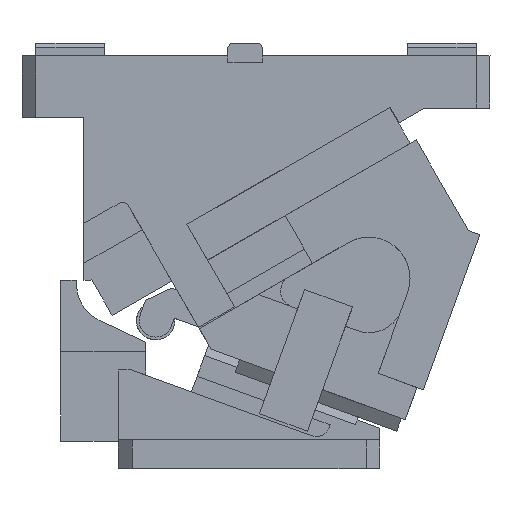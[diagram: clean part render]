
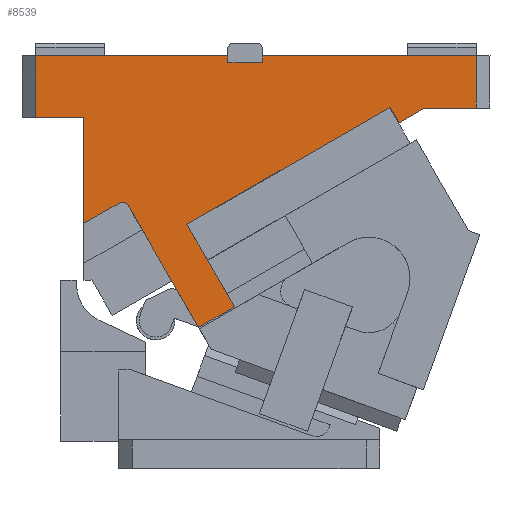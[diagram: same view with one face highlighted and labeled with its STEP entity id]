
A CAD part, front view. The second image highlights one B-rep face of the part: STEP entity #8539.
In plain terms, the highlighted planar face has unit normal (0, -1, 0).
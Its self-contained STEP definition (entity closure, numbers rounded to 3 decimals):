
#3537=CARTESIAN_POINT('Vertex',(-60.,-100.,300.)) ;
#3540=CARTESIAN_POINT('Line Origine',(9.807,-100.,300.)) ;
#3544=CARTESIAN_POINT('Vertex',(79.613,-100.,300.)) ;
#3768=CARTESIAN_POINT('Vertex',(-25.,-100.,255.)) ;
#3771=CARTESIAN_POINT('Line Origine',(-42.5,-100.,255.)) ;
#3775=CARTESIAN_POINT('Vertex',(-60.,-100.,255.)) ;
#4164=CARTESIAN_POINT('Line Origine',(-60.,-100.,277.5)) ;
#4361=CARTESIAN_POINT('Vertex',(260.,-100.,262.)) ;
#4364=CARTESIAN_POINT('Line Origine',(241.171,-100.,262.)) ;
#4368=CARTESIAN_POINT('Vertex',(222.342,-100.,262.)) ;
#4526=CARTESIAN_POINT('Line Origine',(213.144,-100.,256.689)) ;
#4530=CARTESIAN_POINT('Vertex',(203.946,-100.,251.379)) ;
#4554=CARTESIAN_POINT('Vertex',(197.446,-100.,262.637)) ;
#4557=CARTESIAN_POINT('Line Origine',(200.696,-100.,257.008)) ;
#4943=CARTESIAN_POINT('Line Origine',(260.,-100.,281.)) ;
#4947=CARTESIAN_POINT('Vertex',(260.,-100.,300.)) ;
#5679=CARTESIAN_POINT('Vertex',(104.613,-100.,295.)) ;
#5682=CARTESIAN_POINT('Line Origine',(104.613,-100.,297.5)) ;
#5686=CARTESIAN_POINT('Vertex',(104.613,-100.,300.)) ;
#5706=CARTESIAN_POINT('Line Origine',(67.039,-100.,147.509)) ;
#5710=CARTESIAN_POINT('Vertex',(84.289,-100.,117.632)) ;
#5712=CARTESIAN_POINT('Vertex',(49.789,-100.,177.387)) ;
#5782=CARTESIAN_POINT('Vertex',(58.308,-100.,102.632)) ;
#5785=CARTESIAN_POINT('Line Origine',(32.808,-100.,146.799)) ;
#5789=CARTESIAN_POINT('Vertex',(7.308,-100.,190.966)) ;
#7563=CARTESIAN_POINT('Vertex',(0.478,-100.,192.796)) ;
#7566=CARTESIAN_POINT('Line Origine',(-12.261,-100.,185.441)) ;
#7570=CARTESIAN_POINT('Vertex',(-25.,-100.,178.087)) ;
#7590=CARTESIAN_POINT('Axis2P3D Location',(2.978,-100.,188.466)) ;
#7607=CARTESIAN_POINT('Line Origine',(71.298,-100.,110.132)) ;
#7628=CARTESIAN_POINT('Vertex',(79.613,-100.,295.)) ;
#7631=CARTESIAN_POINT('Line Origine',(92.113,-100.,295.)) ;
#8213=CARTESIAN_POINT('Line Origine',(123.617,-100.,220.012)) ;
#8254=CARTESIAN_POINT('Line Origine',(182.307,-100.,300.)) ;
#8330=CARTESIAN_POINT('Line Origine',(-25.,-100.,216.543)) ;
#8502=CARTESIAN_POINT('Line Origine',(79.613,-100.,297.5)) ;
#8514=CARTESIAN_POINT('Axis2P3D Location',(262.683,-100.,170.005)) ;
#3541=DIRECTION('Vector Direction',(-1.,0.,0.)) ;
#3772=DIRECTION('Vector Direction',(1.,0.,0.)) ;
#4165=DIRECTION('Vector Direction',(0.,0.,-1.)) ;
#4365=DIRECTION('Vector Direction',(1.,0.,0.)) ;
#4527=DIRECTION('Vector Direction',(0.866,0.,0.5)) ;
#4558=DIRECTION('Vector Direction',(-0.5,0.,0.866)) ;
#4944=DIRECTION('Vector Direction',(0.,0.,1.)) ;
#5683=DIRECTION('Vector Direction',(0.,0.,-1.)) ;
#5707=DIRECTION('Vector Direction',(-0.5,0.,0.866)) ;
#5786=DIRECTION('Vector Direction',(0.5,0.,-0.866)) ;
#7567=DIRECTION('Vector Direction',(0.866,0.,0.5)) ;
#7591=DIRECTION('Axis2P3D Direction',(0.,1.,-0.)) ;
#7608=DIRECTION('Vector Direction',(-0.866,0.,-0.5)) ;
#7632=DIRECTION('Vector Direction',(1.,0.,0.)) ;
#8214=DIRECTION('Vector Direction',(0.866,0.,0.5)) ;
#8255=DIRECTION('Vector Direction',(-1.,0.,0.)) ;
#8331=DIRECTION('Vector Direction',(0.,0.,1.)) ;
#8503=DIRECTION('Vector Direction',(0.,0.,-1.)) ;
#8515=DIRECTION('Axis2P3D Direction',(0.,1.,0.)) ;
#8516=DIRECTION('Axis2P3D XDirection',(-1.,0.,0.)) ;
#7592=AXIS2_PLACEMENT_3D('Circle Axis2P3D',#7590,#7591,$) ;
#8517=AXIS2_PLACEMENT_3D('Plane Axis2P3D',#8514,#8515,#8516) ;
#8520=ORIENTED_EDGE('',*,*,#7572,.F.) ;
#8521=ORIENTED_EDGE('',*,*,#7594,.F.) ;
#8522=ORIENTED_EDGE('',*,*,#5791,.T.) ;
#8523=ORIENTED_EDGE('',*,*,#7611,.F.) ;
#8524=ORIENTED_EDGE('',*,*,#5714,.T.) ;
#8525=ORIENTED_EDGE('',*,*,#8217,.T.) ;
#8526=ORIENTED_EDGE('',*,*,#4561,.F.) ;
#8527=ORIENTED_EDGE('',*,*,#4532,.F.) ;
#8528=ORIENTED_EDGE('',*,*,#4370,.F.) ;
#8529=ORIENTED_EDGE('',*,*,#4949,.T.) ;
#8530=ORIENTED_EDGE('',*,*,#8258,.T.) ;
#8531=ORIENTED_EDGE('',*,*,#5688,.T.) ;
#8532=ORIENTED_EDGE('',*,*,#7635,.F.) ;
#8533=ORIENTED_EDGE('',*,*,#8506,.F.) ;
#8534=ORIENTED_EDGE('',*,*,#3546,.T.) ;
#8535=ORIENTED_EDGE('',*,*,#4168,.T.) ;
#8536=ORIENTED_EDGE('',*,*,#3777,.T.) ;
#8537=ORIENTED_EDGE('',*,*,#8334,.F.) ;
#3542=VECTOR('Line Direction',#3541,1.) ;
#3773=VECTOR('Line Direction',#3772,1.) ;
#4166=VECTOR('Line Direction',#4165,1.) ;
#4366=VECTOR('Line Direction',#4365,1.) ;
#4528=VECTOR('Line Direction',#4527,1.) ;
#4559=VECTOR('Line Direction',#4558,1.) ;
#4945=VECTOR('Line Direction',#4944,1.) ;
#5684=VECTOR('Line Direction',#5683,1.) ;
#5708=VECTOR('Line Direction',#5707,1.) ;
#5787=VECTOR('Line Direction',#5786,1.) ;
#7568=VECTOR('Line Direction',#7567,1.) ;
#7609=VECTOR('Line Direction',#7608,1.) ;
#7633=VECTOR('Line Direction',#7632,1.) ;
#8215=VECTOR('Line Direction',#8214,1.) ;
#8256=VECTOR('Line Direction',#8255,1.) ;
#8332=VECTOR('Line Direction',#8331,1.) ;
#8504=VECTOR('Line Direction',#8503,1.) ;
#8539=ADVANCED_FACE('CAM HOLDER',(#8538),#8518,.F.) ;
#7593=CIRCLE('generated circle',#7592,5.) ;
#3546=EDGE_CURVE('',#3545,#3538,#3543,.T.) ;
#3777=EDGE_CURVE('',#3776,#3769,#3774,.T.) ;
#4168=EDGE_CURVE('',#3538,#3776,#4167,.T.) ;
#4370=EDGE_CURVE('',#4362,#4369,#4367,.F.) ;
#4532=EDGE_CURVE('',#4369,#4531,#4529,.F.) ;
#4561=EDGE_CURVE('',#4531,#4555,#4560,.T.) ;
#4949=EDGE_CURVE('',#4362,#4948,#4946,.T.) ;
#5688=EDGE_CURVE('',#5687,#5680,#5685,.T.) ;
#5714=EDGE_CURVE('',#5711,#5713,#5709,.T.) ;
#5791=EDGE_CURVE('',#5790,#5783,#5788,.T.) ;
#7572=EDGE_CURVE('',#7564,#7571,#7569,.F.) ;
#7594=EDGE_CURVE('',#5790,#7564,#7593,.F.) ;
#7611=EDGE_CURVE('',#5711,#5783,#7610,.T.) ;
#7635=EDGE_CURVE('',#7629,#5680,#7634,.T.) ;
#8217=EDGE_CURVE('',#5713,#4555,#8216,.T.) ;
#8258=EDGE_CURVE('',#4948,#5687,#8257,.T.) ;
#8334=EDGE_CURVE('',#7571,#3769,#8333,.T.) ;
#8506=EDGE_CURVE('',#3545,#7629,#8505,.T.) ;
#8519=EDGE_LOOP('',(#8520,#8521,#8522,#8523,#8524,#8525,#8526,#8527,#8528,#8529,#8530,#8531,#8532,#8533,#8534,#8535,#8536,#8537)) ;
#8538=FACE_OUTER_BOUND('',#8519,.T.) ;
#3543=LINE('Line',#3540,#3542) ;
#3774=LINE('Line',#3771,#3773) ;
#4167=LINE('Line',#4164,#4166) ;
#4367=LINE('Line',#4364,#4366) ;
#4529=LINE('Line',#4526,#4528) ;
#4560=LINE('Line',#4557,#4559) ;
#4946=LINE('Line',#4943,#4945) ;
#5685=LINE('Line',#5682,#5684) ;
#5709=LINE('Line',#5706,#5708) ;
#5788=LINE('Line',#5785,#5787) ;
#7569=LINE('Line',#7566,#7568) ;
#7610=LINE('Line',#7607,#7609) ;
#7634=LINE('Line',#7631,#7633) ;
#8216=LINE('Line',#8213,#8215) ;
#8257=LINE('Line',#8254,#8256) ;
#8333=LINE('Line',#8330,#8332) ;
#8505=LINE('Line',#8502,#8504) ;
#8518=PLANE('Plane',#8517) ;
#3538=VERTEX_POINT('',#3537) ;
#3545=VERTEX_POINT('',#3544) ;
#3769=VERTEX_POINT('',#3768) ;
#3776=VERTEX_POINT('',#3775) ;
#4362=VERTEX_POINT('',#4361) ;
#4369=VERTEX_POINT('',#4368) ;
#4531=VERTEX_POINT('',#4530) ;
#4555=VERTEX_POINT('',#4554) ;
#4948=VERTEX_POINT('',#4947) ;
#5680=VERTEX_POINT('',#5679) ;
#5687=VERTEX_POINT('',#5686) ;
#5711=VERTEX_POINT('',#5710) ;
#5713=VERTEX_POINT('',#5712) ;
#5783=VERTEX_POINT('',#5782) ;
#5790=VERTEX_POINT('',#5789) ;
#7564=VERTEX_POINT('',#7563) ;
#7571=VERTEX_POINT('',#7570) ;
#7629=VERTEX_POINT('',#7628) ;
